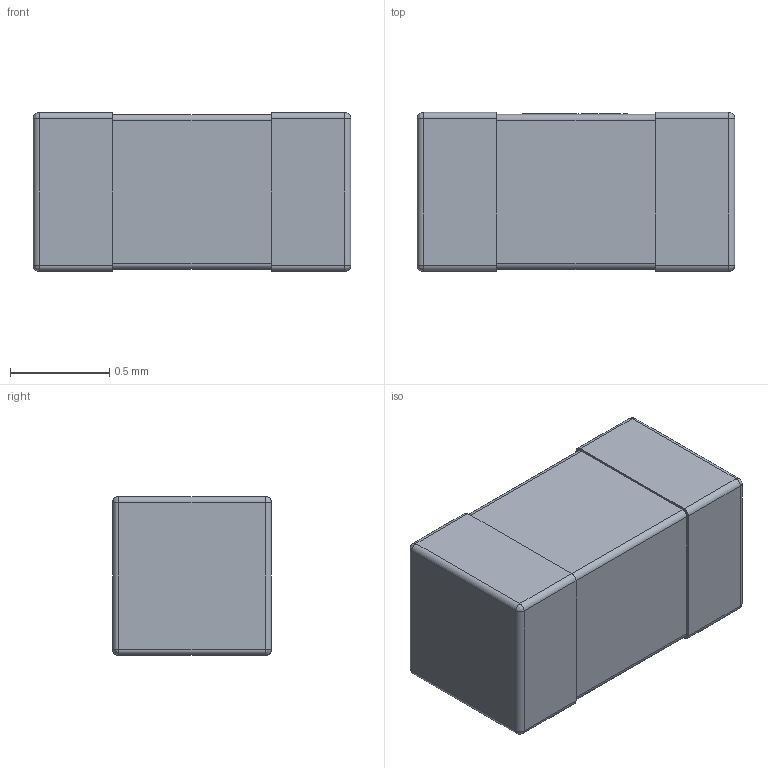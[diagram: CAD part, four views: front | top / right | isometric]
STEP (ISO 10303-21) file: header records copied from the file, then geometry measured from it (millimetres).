
FILE_DESCRIPTION (( 'STEP AP214' ), '1' );
FILE_NAME ('CC0603KRX7R7BB104.STEP', '2024-09-12T17:02:36', ( '' ), ( '' ), 'SwSTEP 2.0', 'SolidWorks 2024', '' );
FILE_SCHEMA (( 'AUTOMOTIVE_DESIGN' ));
Length unit declared in the file: millimetre
Products named in the file (3): CC0603KRX7R7BB104; yageo
Assembly tree (2 placements, depth 2):
  CC0603KRX7R7BB104
    CC0603KRX7R7BB104
    yageo
Bounding box: 1.6 x 0.8 x 0.8 mm (x, y, z)
Volume: 1 mm3; surface area: 6.3 mm2
Topology: 12 solids, 12 shells, 161 faces, 389 edges, 246 vertices
Faces by surface type: plane 113, cylinder 33, bspline 15
Entity records: 6340 total; most frequent: CARTESIAN_POINT 1076, ORIENTED_EDGE 762, DIRECTION 735, EDGE_CURVE 381, VECTOR 301, LINE 301, VERTEX_POINT 246, AXIS2_PLACEMENT_3D 217
